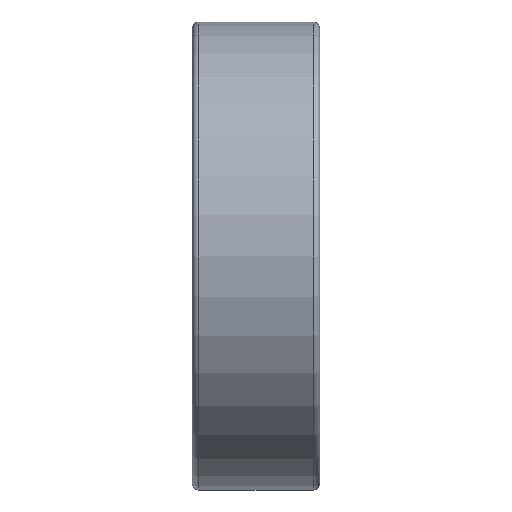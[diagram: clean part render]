
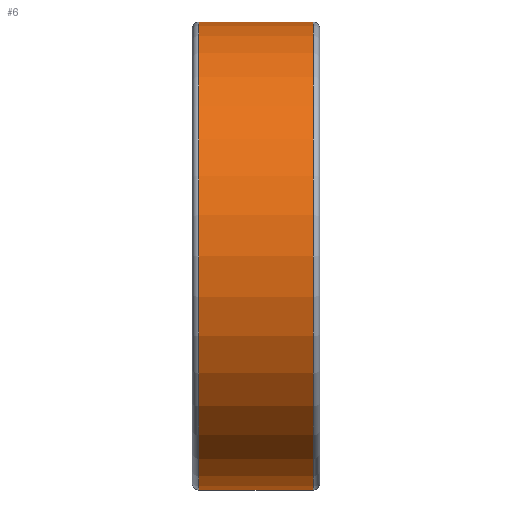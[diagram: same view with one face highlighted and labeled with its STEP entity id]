
A CAD part, front view. The second image highlights one B-rep face of the part: STEP entity #6.
In plain terms, the highlighted cylindrical face has radius 5.5 mm (diameter 11 mm), a partial arc.
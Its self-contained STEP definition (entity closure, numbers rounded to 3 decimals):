
#1 = VECTOR ( 'NONE', #628, 1000. ) ;
#6 = ADVANCED_FACE ( 'NONE', ( #217 ), #351, .T. ) ;
#16 = CARTESIAN_POINT ( 'NONE',  ( 1.35, 0., 0. ) ) ;
#17 = CIRCLE ( 'NONE', #156, 5.5 ) ;
#34 = EDGE_CURVE ( 'NONE', #40, #519, #17, .T. ) ;
#40 = VERTEX_POINT ( 'NONE', #233 ) ;
#78 = DIRECTION ( 'NONE',  ( 1., 0., 0. ) ) ;
#85 = ORIENTED_EDGE ( 'NONE', *, *, #817, .T. ) ;
#87 = LINE ( 'NONE', #203, #463 ) ;
#101 = ORIENTED_EDGE ( 'NONE', *, *, #535, .F. ) ;
#156 = AXIS2_PLACEMENT_3D ( 'NONE', #358, #561, #235 ) ;
#173 = CARTESIAN_POINT ( 'NONE',  ( 1.35, 0., 5.5 ) ) ;
#203 = CARTESIAN_POINT ( 'NONE',  ( -20.637, 0., 5.5 ) ) ;
#217 = FACE_OUTER_BOUND ( 'NONE', #608, .T. ) ;
#233 = CARTESIAN_POINT ( 'NONE',  ( -1.35, 0., 5.5 ) ) ;
#235 = DIRECTION ( 'NONE',  ( 0., 0., -1. ) ) ;
#249 = DIRECTION ( 'NONE',  ( 0., 0., -1. ) ) ;
#338 = ORIENTED_EDGE ( 'NONE', *, *, #34, .T. ) ;
#351 = CYLINDRICAL_SURFACE ( 'NONE', #782, 5.5 ) ;
#358 = CARTESIAN_POINT ( 'NONE',  ( -1.35, 0., 0. ) ) ;
#368 = VERTEX_POINT ( 'NONE', #400 ) ;
#370 = DIRECTION ( 'NONE',  ( 1., 0., 0. ) ) ;
#400 = CARTESIAN_POINT ( 'NONE',  ( 1.35, 0., -5.5 ) ) ;
#402 = DIRECTION ( 'NONE',  ( 0., 0., -1. ) ) ;
#414 = CARTESIAN_POINT ( 'NONE',  ( -20.637, 0., -5.5 ) ) ;
#451 = EDGE_CURVE ( 'NONE', #714, #368, #633, .T. ) ;
#463 = VECTOR ( 'NONE', #657, 1000. ) ;
#505 = CARTESIAN_POINT ( 'NONE',  ( -1.35, 0., -5.5 ) ) ;
#519 = VERTEX_POINT ( 'NONE', #505 ) ;
#535 = EDGE_CURVE ( 'NONE', #40, #714, #87, .T. ) ;
#561 = DIRECTION ( 'NONE',  ( 1., 0., 0. ) ) ;
#608 = EDGE_LOOP ( 'NONE', ( #101, #338, #85, #769 ) ) ;
#628 = DIRECTION ( 'NONE',  ( 1., 0., 0. ) ) ;
#633 = CIRCLE ( 'NONE', #735, 5.5 ) ;
#657 = DIRECTION ( 'NONE',  ( 1., 0., 0. ) ) ;
#666 = CARTESIAN_POINT ( 'NONE',  ( -20.637, 0., 0. ) ) ;
#712 = LINE ( 'NONE', #414, #1 ) ;
#714 = VERTEX_POINT ( 'NONE', #173 ) ;
#735 = AXIS2_PLACEMENT_3D ( 'NONE', #16, #370, #249 ) ;
#769 = ORIENTED_EDGE ( 'NONE', *, *, #451, .F. ) ;
#782 = AXIS2_PLACEMENT_3D ( 'NONE', #666, #78, #402 ) ;
#817 = EDGE_CURVE ( 'NONE', #519, #368, #712, .T. ) ;
